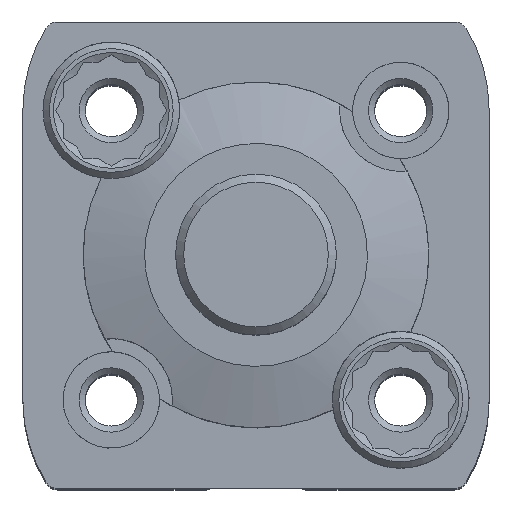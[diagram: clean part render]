
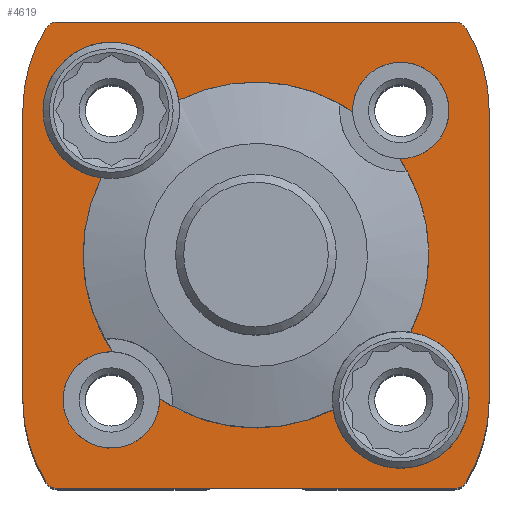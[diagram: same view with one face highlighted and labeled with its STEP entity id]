
A CAD part, top view. The second image highlights one B-rep face of the part: STEP entity #4619.
In plain terms, the highlighted planar face has unit normal (0, 0, 1).
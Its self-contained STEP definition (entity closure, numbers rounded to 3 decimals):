
#31=PLANE('',#4933);
#209=LINE('',#7021,#593);
#210=LINE('',#7027,#594);
#211=LINE('',#7033,#595);
#212=LINE('',#7039,#596);
#593=VECTOR('',#5436,1000.);
#594=VECTOR('',#5441,1000.);
#595=VECTOR('',#5446,1000.);
#596=VECTOR('',#5451,1000.);
#1220=ORIENTED_EDGE('',*,*,#2584,.T.);
#1221=ORIENTED_EDGE('',*,*,#2585,.T.);
#1222=ORIENTED_EDGE('',*,*,#2586,.T.);
#1223=ORIENTED_EDGE('',*,*,#2587,.T.);
#1224=ORIENTED_EDGE('',*,*,#2588,.T.);
#1225=ORIENTED_EDGE('',*,*,#2589,.T.);
#1226=ORIENTED_EDGE('',*,*,#2590,.T.);
#1227=ORIENTED_EDGE('',*,*,#2591,.T.);
#1228=ORIENTED_EDGE('',*,*,#2592,.T.);
#1229=ORIENTED_EDGE('',*,*,#2593,.T.);
#1230=ORIENTED_EDGE('',*,*,#2594,.T.);
#1231=ORIENTED_EDGE('',*,*,#2595,.T.);
#1232=ORIENTED_EDGE('',*,*,#2579,.T.);
#1233=ORIENTED_EDGE('',*,*,#2596,.T.);
#1234=ORIENTED_EDGE('',*,*,#2577,.T.);
#1235=ORIENTED_EDGE('',*,*,#2597,.T.);
#1236=ORIENTED_EDGE('',*,*,#2598,.T.);
#1237=ORIENTED_EDGE('',*,*,#2599,.T.);
#1238=ORIENTED_EDGE('',*,*,#2600,.T.);
#1239=ORIENTED_EDGE('',*,*,#2601,.T.);
#2577=EDGE_CURVE('',#3255,#3259,#3686,.T.);
#2579=EDGE_CURVE('',#3262,#3260,#3687,.T.);
#2584=EDGE_CURVE('',#3266,#3267,#3690,.T.);
#2585=EDGE_CURVE('',#3267,#3268,#209,.T.);
#2586=EDGE_CURVE('',#3268,#3269,#3691,.T.);
#2587=EDGE_CURVE('',#3269,#3270,#3692,.T.);
#2588=EDGE_CURVE('',#3270,#3271,#210,.T.);
#2589=EDGE_CURVE('',#3271,#3272,#3693,.T.);
#2590=EDGE_CURVE('',#3272,#3273,#3694,.T.);
#2591=EDGE_CURVE('',#3273,#3274,#211,.T.);
#2592=EDGE_CURVE('',#3274,#3275,#3695,.T.);
#2593=EDGE_CURVE('',#3275,#3276,#3696,.T.);
#2594=EDGE_CURVE('',#3276,#3277,#212,.T.);
#2595=EDGE_CURVE('',#3277,#3266,#3697,.T.);
#2596=EDGE_CURVE('',#3260,#3255,#3698,.F.);
#2597=EDGE_CURVE('',#3259,#3278,#3699,.F.);
#2598=EDGE_CURVE('',#3278,#3279,#3700,.T.);
#2599=EDGE_CURVE('',#3279,#3280,#3701,.F.);
#2600=EDGE_CURVE('',#3280,#3281,#3702,.T.);
#2601=EDGE_CURVE('',#3281,#3262,#3703,.F.);
#3255=VERTEX_POINT('',#6994);
#3259=VERTEX_POINT('',#7002);
#3260=VERTEX_POINT('',#7006);
#3262=VERTEX_POINT('',#7009);
#3266=VERTEX_POINT('',#7019);
#3267=VERTEX_POINT('',#7020);
#3268=VERTEX_POINT('',#7022);
#3269=VERTEX_POINT('',#7024);
#3270=VERTEX_POINT('',#7026);
#3271=VERTEX_POINT('',#7028);
#3272=VERTEX_POINT('',#7030);
#3273=VERTEX_POINT('',#7032);
#3274=VERTEX_POINT('',#7034);
#3275=VERTEX_POINT('',#7036);
#3276=VERTEX_POINT('',#7038);
#3277=VERTEX_POINT('',#7040);
#3278=VERTEX_POINT('',#7044);
#3279=VERTEX_POINT('',#7046);
#3280=VERTEX_POINT('',#7048);
#3281=VERTEX_POINT('',#7050);
#3686=CIRCLE('',#4928,10.75);
#3687=CIRCLE('',#4930,10.75);
#3690=CIRCLE('',#4934,9.8);
#3691=CIRCLE('',#4935,9.8);
#3692=CIRCLE('',#4936,0.85);
#3693=CIRCLE('',#4937,0.85);
#3694=CIRCLE('',#4938,9.8);
#3695=CIRCLE('',#4939,9.8);
#3696=CIRCLE('',#4940,0.85);
#3697=CIRCLE('',#4941,0.85);
#3698=CIRCLE('',#4942,4.25);
#3699=CIRCLE('',#4943,3.);
#3700=CIRCLE('',#4944,10.75);
#3701=CIRCLE('',#4945,4.25);
#3702=CIRCLE('',#4946,10.75);
#3703=CIRCLE('',#4947,3.);
#3886=EDGE_LOOP('',(#1220,#1221,#1222,#1223,#1224,#1225,#1226,#1227,#1228,
#1229,#1230,#1231));
#3887=EDGE_LOOP('',(#1232,#1233,#1234,#1235,#1236,#1237,#1238,#1239));
#4244=FACE_BOUND('',#3886,.T.);
#4245=FACE_BOUND('',#3887,.T.);
#4619=ADVANCED_FACE('',(#4244,#4245),#31,.T.);
#4928=AXIS2_PLACEMENT_3D('',#7003,#5419,#5420);
#4930=AXIS2_PLACEMENT_3D('',#7008,#5424,#5425);
#4933=AXIS2_PLACEMENT_3D('',#7017,#5432,#5433);
#4934=AXIS2_PLACEMENT_3D('',#7018,#5434,#5435);
#4935=AXIS2_PLACEMENT_3D('',#7023,#5437,#5438);
#4936=AXIS2_PLACEMENT_3D('',#7025,#5439,#5440);
#4937=AXIS2_PLACEMENT_3D('',#7029,#5442,#5443);
#4938=AXIS2_PLACEMENT_3D('',#7031,#5444,#5445);
#4939=AXIS2_PLACEMENT_3D('',#7035,#5447,#5448);
#4940=AXIS2_PLACEMENT_3D('',#7037,#5449,#5450);
#4941=AXIS2_PLACEMENT_3D('',#7041,#5452,#5453);
#4942=AXIS2_PLACEMENT_3D('',#7042,#5454,#5455);
#4943=AXIS2_PLACEMENT_3D('',#7043,#5456,#5457);
#4944=AXIS2_PLACEMENT_3D('',#7045,#5458,#5459);
#4945=AXIS2_PLACEMENT_3D('',#7047,#5460,#5461);
#4946=AXIS2_PLACEMENT_3D('',#7049,#5462,#5463);
#4947=AXIS2_PLACEMENT_3D('',#7051,#5464,#5465);
#5419=DIRECTION('',(0.,0.,-1.));
#5420=DIRECTION('',(-1.,0.,0.));
#5424=DIRECTION('',(0.,0.,-1.));
#5425=DIRECTION('',(-1.,0.,0.));
#5432=DIRECTION('',(0.,0.,1.));
#5433=DIRECTION('',(1.,0.,0.));
#5434=DIRECTION('',(0.,0.,1.));
#5435=DIRECTION('',(1.,0.,0.));
#5436=DIRECTION('',(0.,-1.,0.));
#5437=DIRECTION('',(0.,0.,1.));
#5438=DIRECTION('',(1.,0.,0.));
#5439=DIRECTION('',(0.,0.,1.));
#5440=DIRECTION('',(1.,0.,0.));
#5441=DIRECTION('',(1.,0.,0.));
#5442=DIRECTION('',(0.,0.,1.));
#5443=DIRECTION('',(1.,0.,0.));
#5444=DIRECTION('',(0.,0.,1.));
#5445=DIRECTION('',(1.,0.,0.));
#5446=DIRECTION('',(0.,1.,0.));
#5447=DIRECTION('',(0.,0.,1.));
#5448=DIRECTION('',(1.,0.,0.));
#5449=DIRECTION('',(0.,0.,1.));
#5450=DIRECTION('',(1.,0.,0.));
#5451=DIRECTION('',(-1.,0.,0.));
#5452=DIRECTION('',(0.,0.,1.));
#5453=DIRECTION('',(1.,0.,0.));
#5454=DIRECTION('',(0.,0.,1.));
#5455=DIRECTION('',(1.,0.,0.));
#5456=DIRECTION('',(0.,0.,1.));
#5457=DIRECTION('',(1.,0.,0.));
#5458=DIRECTION('',(0.,0.,-1.));
#5459=DIRECTION('',(-1.,0.,0.));
#5460=DIRECTION('',(0.,0.,1.));
#5461=DIRECTION('',(1.,0.,0.));
#5462=DIRECTION('',(0.,0.,-1.));
#5463=DIRECTION('',(-1.,0.,0.));
#5464=DIRECTION('',(0.,0.,1.));
#5465=DIRECTION('',(1.,0.,0.));
#6994=CARTESIAN_POINT('',(4.796,-9.621,0.));
#7002=CARTESIAN_POINT('',(-6.001,-8.919,0.));
#7003=CARTESIAN_POINT('',(0.,0.,0.));
#7006=CARTESIAN_POINT('',(9.621,-4.796,0.));
#7008=CARTESIAN_POINT('',(0.,0.,0.));
#7009=CARTESIAN_POINT('',(8.919,6.001,0.));
#7017=CARTESIAN_POINT('',(-4.7,9.,0.));
#7018=CARTESIAN_POINT('',(-4.7,9.,0.));
#7019=CARTESIAN_POINT('',(-13.073,14.092,0.));
#7020=CARTESIAN_POINT('',(-14.5,9.,0.));
#7021=CARTESIAN_POINT('',(-14.5,9.,0.));
#7022=CARTESIAN_POINT('',(-14.5,-9.,0.));
#7023=CARTESIAN_POINT('',(-4.7,-9.,0.));
#7024=CARTESIAN_POINT('',(-13.073,-14.092,0.));
#7025=CARTESIAN_POINT('',(-12.347,-13.65,0.));
#7026=CARTESIAN_POINT('',(-12.347,-14.5,0.));
#7027=CARTESIAN_POINT('',(-12.347,-14.5,0.));
#7028=CARTESIAN_POINT('',(12.347,-14.5,0.));
#7029=CARTESIAN_POINT('',(12.347,-13.65,0.));
#7030=CARTESIAN_POINT('',(13.073,-14.092,0.));
#7031=CARTESIAN_POINT('',(4.7,-9.,0.));
#7032=CARTESIAN_POINT('',(14.5,-9.,0.));
#7033=CARTESIAN_POINT('',(14.5,-9.,0.));
#7034=CARTESIAN_POINT('',(14.5,9.,0.));
#7035=CARTESIAN_POINT('',(4.7,9.,0.));
#7036=CARTESIAN_POINT('',(13.073,14.092,0.));
#7037=CARTESIAN_POINT('',(12.347,13.65,0.));
#7038=CARTESIAN_POINT('',(12.347,14.5,0.));
#7039=CARTESIAN_POINT('',(12.347,14.5,0.));
#7040=CARTESIAN_POINT('',(-12.347,14.5,0.));
#7041=CARTESIAN_POINT('',(-12.347,13.65,0.));
#7042=CARTESIAN_POINT('',(9.,-9.,0.));
#7043=CARTESIAN_POINT('',(-9.,-9.,0.));
#7044=CARTESIAN_POINT('',(-8.919,-6.001,0.));
#7045=CARTESIAN_POINT('',(0.,0.,0.));
#7046=CARTESIAN_POINT('',(-9.621,4.796,0.));
#7047=CARTESIAN_POINT('',(-9.,9.,0.));
#7048=CARTESIAN_POINT('',(-4.796,9.621,0.));
#7049=CARTESIAN_POINT('',(0.,0.,0.));
#7050=CARTESIAN_POINT('',(6.001,8.919,0.));
#7051=CARTESIAN_POINT('',(9.,9.,0.));
